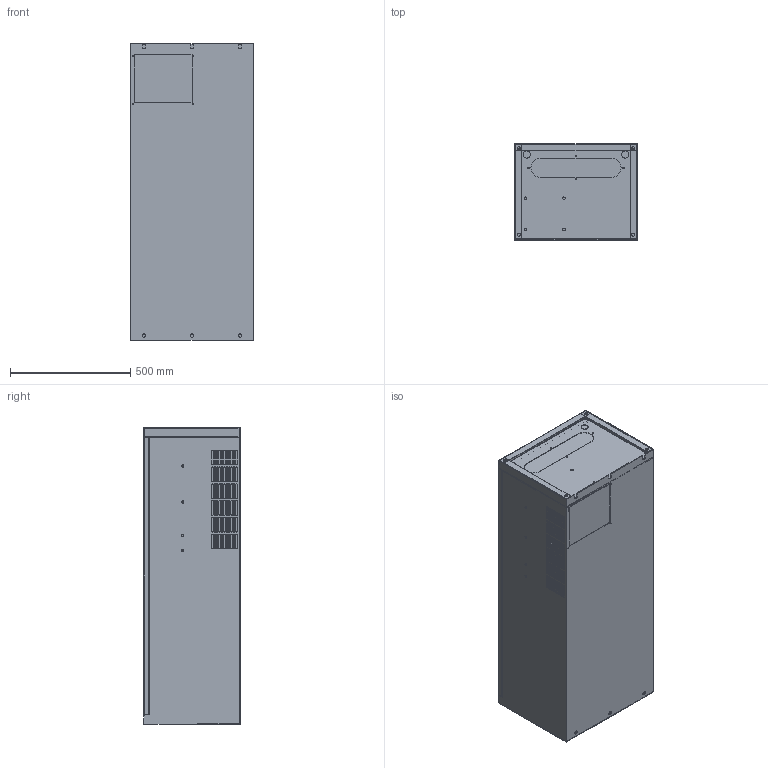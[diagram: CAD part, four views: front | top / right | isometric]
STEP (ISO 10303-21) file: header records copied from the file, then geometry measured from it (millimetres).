
FILE_DESCRIPTION (( 'STEP AP214' ), '1' );
FILE_NAME ('CNT-A310D33V220TEL-G.STEP', '2026-02-26T10:01:54', ( '' ), ( '' ), 'SwSTEP 2.0', 'SolidWorks 2022', '' );
FILE_SCHEMA (( 'AUTOMOTIVE_DESIGN' ));
Length unit declared in the file: millimetre
Products named in the file (1): CNT-A310D33V220TEL-G
Bounding box: 514 x 400 x 1235 mm (x, y, z)
Volume: 245370002.6 mm3; surface area: 3321676.8 mm2
Topology: 2 solids, 3 shells, 972 faces, 2333 edges, 1520 vertices
Faces by surface type: plane 581, cylinder 375, cone 16
Entity records: 28405 total; most frequent: DIRECTION 5036, CARTESIAN_POINT 4899, ORIENTED_EDGE 4666, EDGE_CURVE 2333, AXIS2_PLACEMENT_3D 1737, VECTOR 1562, LINE 1562, VERTEX_POINT 1520
